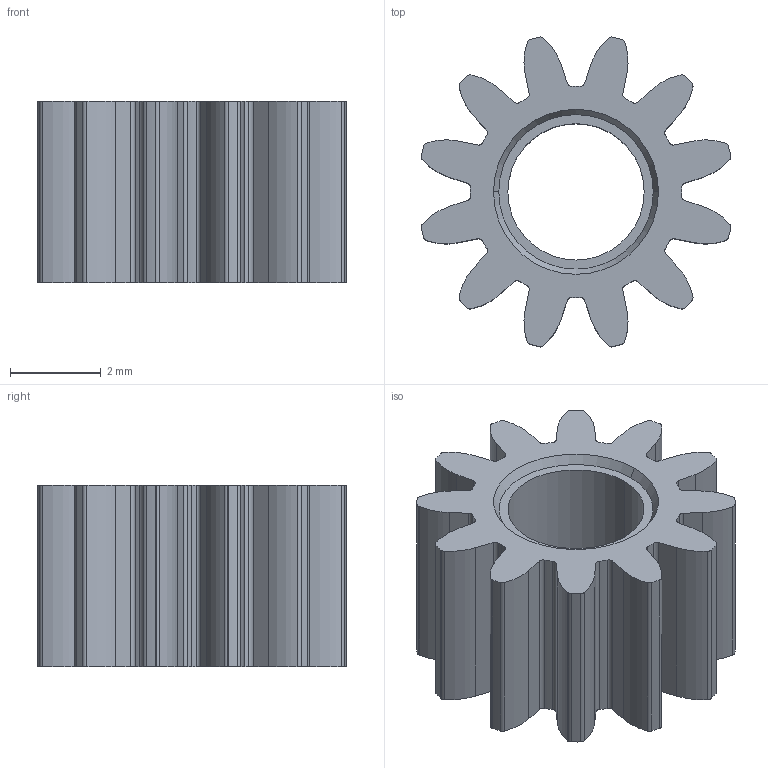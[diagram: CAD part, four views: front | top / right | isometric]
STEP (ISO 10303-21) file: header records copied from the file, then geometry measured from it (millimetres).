
FILE_DESCRIPTION (( 'STEP AP203' ), '1' );
FILE_NAME ('Gear00724.step', '2018-04-19T05:20:50', ( '' ), ( '' ), 'SwSTEP 2.0', 'SolidWorks 2012', '' );
FILE_SCHEMA (( 'CONFIG_CONTROL_DESIGN' ));
Length unit declared in the file: millimetre
Products named in the file (1): Gear00724
Bounding box: 6.82 x 6.82 x 4 mm (x, y, z)
Volume: 80 mm3; surface area: 226.9 mm2
Topology: 1 solids, 1 shells, 141 faces, 411 edges, 274 vertices
Faces by surface type: cylinder 85, plane 28, bspline 24, cone 4
Entity records: 5064 total; most frequent: CARTESIAN_POINT 1235, ORIENTED_EDGE 822, DIRECTION 777, EDGE_CURVE 411, AXIS2_PLACEMENT_3D 296, VERTEX_POINT 274, LINE 185, VECTOR 185
